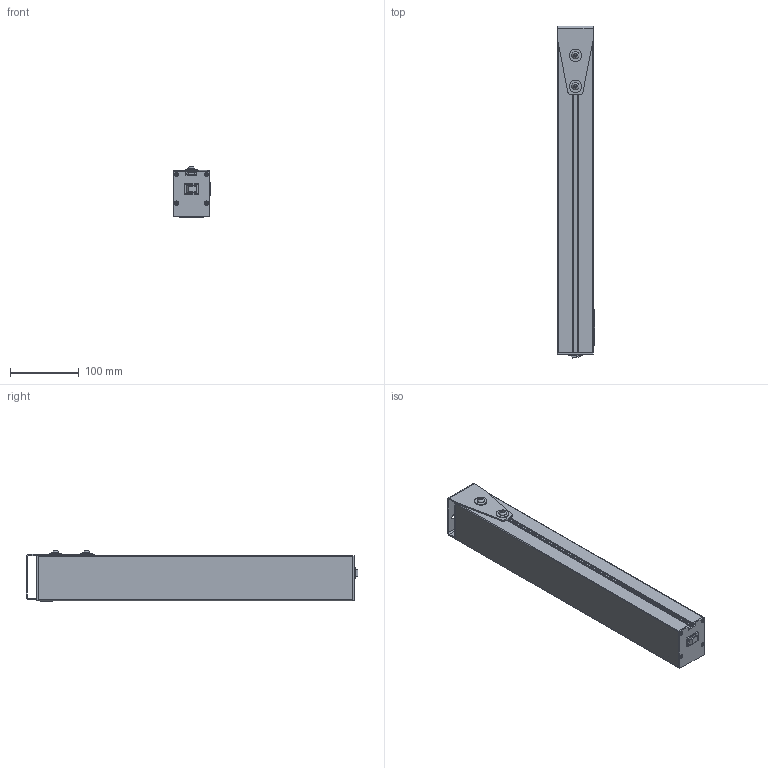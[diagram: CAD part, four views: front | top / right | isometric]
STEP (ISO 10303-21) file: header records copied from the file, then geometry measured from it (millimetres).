
FILE_DESCRIPTION(/* description */ (''),/* implementation_level */ '2;1');
FILE_NAME(/* name */ 'APL Easy 400 basic SAT v6.step',/* time_stamp */ '2023-12-13T15:19:14+01:00',/* author */ (''),/* organization */ (''),/* preprocessor_version */ 'ST-DEVELOPER v20',/* originating_system */ 'Autodesk Translation Framework v12.14.0.127',/* authorisation */ '');
FILE_SCHEMA (('AUTOMOTIVE_DESIGN { 1 0 10303 214 3 1 1 }'));
Products named in the file (16): APL Easy 400 basic SAT; Snap-In; Logo; Schalter; Profil APL Easy 571,0; Scheibe 850; Kopfstück APL Easy mit Schrauben v1; Kopfstück APL Easy mit Schrauben v1_1; 40.03655.000; 40.15495.000; Snap-In Halter APL Easy; Zubehörsatz APL Easy SAT v5; Halterung APL Easy SAT; Nutenstein APL Universal + Easy SAT; 40.13109.000; 40.16138.000
Assembly tree (25 placements, depth 3):
  APL Easy 400 basic SAT
    Snap-In
    Logo
    Schalter
    Profil APL Easy 571,0
    Scheibe 850
    Kopfstück APL Easy mit Schrauben v1
      40.03655.000
      40.15495.000  x4
    Kopfstück APL Easy mit Schrauben v1_1
      40.03655.000
      40.15495.000  x4
    Snap-In Halter APL Easy
    Zubehörsatz APL Easy SAT v5
      Halterung APL Easy SAT
      Nutenstein APL Universal + Easy SAT
      40.13109.000  x2
      40.16138.000  x2
Bounding box: 53.7 x 481.46 x 72.6 mm (x, y, z)
Volume: 1309116 mm3; surface area: 226315 mm2
Topology: 7 solids, 19 shells, 941 faces, 2386 edges, 1536 vertices
Faces by surface type: plane 451, cylinder 287, bspline 106, cone 68, sphere 21, torus 8
Full cylindrical faces by diameter (mm): 2 x3, 2.5 x4, 2.9 x8, 3.2 x8, 4.744 x6, 5.035 x2, 5.5 x8, 5.884 x12, 6.4 x5, 7.6 x3, 10.5 x2, 18 x2
Entity records: 48172 total; most frequent: CARTESIAN_POINT 26651, ORIENTED_EDGE 4502, DIRECTION 4129, EDGE_CURVE 2251, AXIS2_PLACEMENT_3D 1467, VERTEX_POINT 1465, LINE 1195, VECTOR 1195
